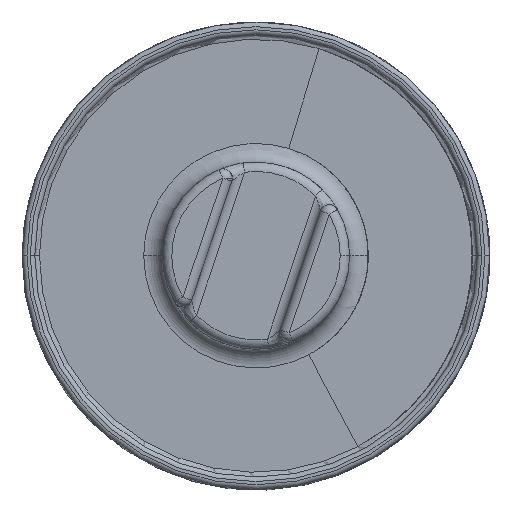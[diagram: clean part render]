
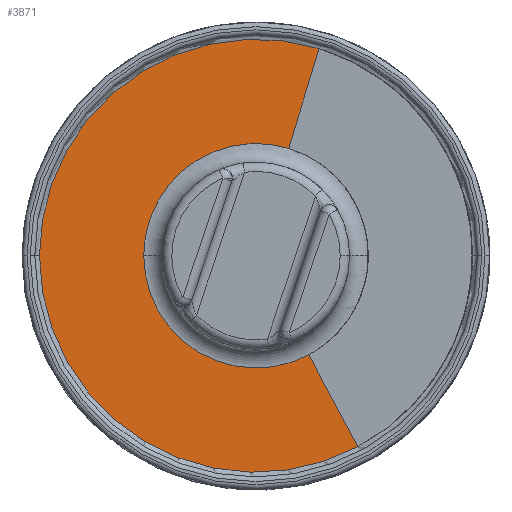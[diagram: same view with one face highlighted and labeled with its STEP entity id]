
A CAD part, top view. The second image highlights one B-rep face of the part: STEP entity #3871.
In plain terms, the highlighted planar face has unit normal (0, 0, 1).
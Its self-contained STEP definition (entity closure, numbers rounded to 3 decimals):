
#145 = DIRECTION ( 'NONE',  ( 0., 0., -1. ) ) ;
#443 = CIRCLE ( 'NONE', #4683, 1.2 ) ;
#578 = CARTESIAN_POINT ( 'NONE',  ( 0., 0., 3.8 ) ) ;
#670 = ORIENTED_EDGE ( 'NONE', *, *, #746, .F. ) ;
#746 = EDGE_CURVE ( 'NONE', #3168, #4136, #5002, .T. ) ;
#906 = VECTOR ( 'NONE', #6380, 1000. ) ;
#1184 = AXIS2_PLACEMENT_3D ( 'NONE', #5898, #2341, #6510 ) ;
#1194 = DIRECTION ( 'NONE',  ( 1., 0., 0. ) ) ;
#1206 = CIRCLE ( 'NONE', #1985, 2.314 ) ;
#1429 = ORIENTED_EDGE ( 'NONE', *, *, #2060, .T. ) ;
#1611 = VERTEX_POINT ( 'NONE', #6548 ) ;
#1676 = CARTESIAN_POINT ( 'NONE',  ( 0.564, -1.059, 3.8 ) ) ;
#1681 = ORIENTED_EDGE ( 'NONE', *, *, #3898, .T. ) ;
#1696 = ORIENTED_EDGE ( 'NONE', *, *, #7047, .T. ) ;
#1767 = FACE_OUTER_BOUND ( 'NONE', #5963, .T. ) ;
#1790 = AXIS2_PLACEMENT_3D ( 'NONE', #5772, #2202, #6369 ) ;
#1834 = VECTOR ( 'NONE', #6579, 1000. ) ;
#1985 = AXIS2_PLACEMENT_3D ( 'NONE', #578, #4768, #1194 ) ;
#2060 = EDGE_CURVE ( 'NONE', #3754, #5638, #6110, .T. ) ;
#2202 = DIRECTION ( 'NONE',  ( 0., 0., 1. ) ) ;
#2341 = DIRECTION ( 'NONE',  ( 0., 0., 1. ) ) ;
#2392 = CIRCLE ( 'NONE', #1790, 2.314 ) ;
#2422 = CARTESIAN_POINT ( 'NONE',  ( 0.564, -1.059, 3.8 ) ) ;
#2709 = DIRECTION ( 'NONE',  ( 0., 0., -1. ) ) ;
#2738 = CARTESIAN_POINT ( 'NONE',  ( 0.674, 2.214, 3.8 ) ) ;
#2919 = VERTEX_POINT ( 'NONE', #2738 ) ;
#3100 = EDGE_CURVE ( 'NONE', #2919, #5638, #5468, .T. ) ;
#3168 = VERTEX_POINT ( 'NONE', #1676 ) ;
#3504 = PLANE ( 'NONE',  #1184 ) ;
#3528 = EDGE_CURVE ( 'NONE', #3168, #3754, #443, .T. ) ;
#3735 = CARTESIAN_POINT ( 'NONE',  ( 0., 0., 3.8 ) ) ;
#3754 = VERTEX_POINT ( 'NONE', #7383 ) ;
#3871 = ADVANCED_FACE ( 'NONE', ( #1767 ), #3504, .T. ) ;
#3898 = EDGE_CURVE ( 'NONE', #1611, #4136, #1206, .T. ) ;
#4136 = VERTEX_POINT ( 'NONE', #6659 ) ;
#4278 = ORIENTED_EDGE ( 'NONE', *, *, #3100, .F. ) ;
#4346 = DIRECTION ( 'NONE',  ( 1., 0., 0. ) ) ;
#4457 = ORIENTED_EDGE ( 'NONE', *, *, #3528, .T. ) ;
#4683 = AXIS2_PLACEMENT_3D ( 'NONE', #3735, #145, #4346 ) ;
#4768 = DIRECTION ( 'NONE',  ( 0., 0., 1. ) ) ;
#5002 = LINE ( 'NONE', #2422, #1834 ) ;
#5075 = AXIS2_PLACEMENT_3D ( 'NONE', #6280, #2709, #6880 ) ;
#5214 = CARTESIAN_POINT ( 'NONE',  ( 0.35, 1.148, 3.8 ) ) ;
#5468 = LINE ( 'NONE', #5214, #906 ) ;
#5638 = VERTEX_POINT ( 'NONE', #6048 ) ;
#5772 = CARTESIAN_POINT ( 'NONE',  ( 0., 0., 3.8 ) ) ;
#5898 = CARTESIAN_POINT ( 'NONE',  ( 0., 0., 3.8 ) ) ;
#5963 = EDGE_LOOP ( 'NONE', ( #4457, #1429, #4278, #1696, #1681, #670 ) ) ;
#6048 = CARTESIAN_POINT ( 'NONE',  ( 0.35, 1.148, 3.8 ) ) ;
#6110 = CIRCLE ( 'NONE', #5075, 1.2 ) ;
#6280 = CARTESIAN_POINT ( 'NONE',  ( 0., 0., 3.8 ) ) ;
#6369 = DIRECTION ( 'NONE',  ( 1., 0., 0. ) ) ;
#6380 = DIRECTION ( 'NONE',  ( -0.291, -0.957, 0. ) ) ;
#6510 = DIRECTION ( 'NONE',  ( 1., 0., 0. ) ) ;
#6548 = CARTESIAN_POINT ( 'NONE',  ( -2.314, 0., 3.8 ) ) ;
#6579 = DIRECTION ( 'NONE',  ( 0.47, -0.882, 0. ) ) ;
#6659 = CARTESIAN_POINT ( 'NONE',  ( 1.089, -2.042, 3.8 ) ) ;
#6880 = DIRECTION ( 'NONE',  ( 1., 0., 0. ) ) ;
#7047 = EDGE_CURVE ( 'NONE', #2919, #1611, #2392, .T. ) ;
#7383 = CARTESIAN_POINT ( 'NONE',  ( -1.2, 0., 3.8 ) ) ;
